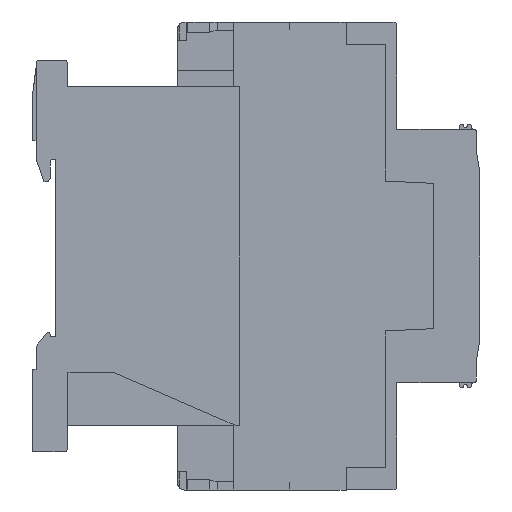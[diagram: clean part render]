
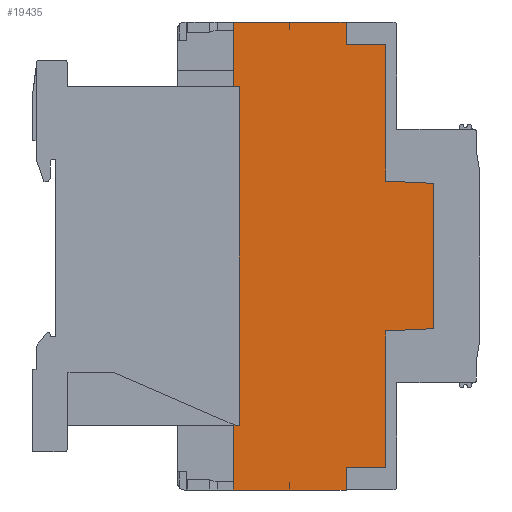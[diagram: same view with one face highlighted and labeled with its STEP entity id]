
A CAD part, left-side view. The second image highlights one B-rep face of the part: STEP entity #19435.
In plain terms, the highlighted planar face has unit normal (-1, 0, 0).
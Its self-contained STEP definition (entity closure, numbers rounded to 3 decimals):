
#8517=VERTEX_POINT('',#25027);
#9357=VERTEX_POINT('',#25947);
#10041=EDGE_CURVE('',#14377,#9357,#26707,.T.);
#10107=VERTEX_POINT('',#26782);
#10189=VERTEX_POINT('',#26884);
#10991=EDGE_CURVE('',#22805,#13005,#27766,.T.);
#11007=EDGE_CURVE('',#24583,#21879,#27783,.T.);
#11249=VERTEX_POINT('',#28049);
#11311=VERTEX_POINT('',#28113);
#11481=VERTEX_POINT('',#28301);
#11633=VERTEX_POINT('',#28466);
#11741=VERTEX_POINT('',#28581);
#12055=EDGE_CURVE('',#24589,#23531,#28920,.T.);
#12583=EDGE_CURVE('',#21879,#14297,#29494,.T.);
#12849=EDGE_CURVE('',#8517,#14377,#29793,.T.);
#12991=EDGE_CURVE('',#18523,#21575,#29953,.T.);
#13005=VERTEX_POINT('',#29967);
#13645=EDGE_CURVE('',#15137,#11633,#30660,.T.);
#14297=VERTEX_POINT('',#31369);
#14377=VERTEX_POINT('',#31457);
#14651=VERTEX_POINT('',#31755);
#14889=EDGE_CURVE('',#19743,#22981,#32009,.T.);
#15113=EDGE_CURVE('',#11249,#11741,#32255,.T.);
#15137=VERTEX_POINT('',#32279);
#15409=VERTEX_POINT('',#32569);
#15421=EDGE_CURVE('',#11741,#11481,#32583,.T.);
#15451=EDGE_CURVE('',#11633,#16269,#32614,.T.);
#15467=EDGE_CURVE('',#10189,#19743,#32631,.T.);
#16269=VERTEX_POINT('',#33514);
#16405=EDGE_CURVE('',#14297,#15409,#33663,.T.);
#16463=EDGE_CURVE('',#21173,#11311,#33722,.T.);
#16733=EDGE_CURVE('',#11481,#15137,#34018,.T.);
#17047=EDGE_CURVE('',#11311,#15409,#34356,.T.);
#17123=EDGE_CURVE('',#22315,#11249,#34440,.T.);
#17245=EDGE_CURVE('',#13005,#10189,#34572,.T.);
#18523=VERTEX_POINT('',#35967);
#18581=EDGE_CURVE('',#10107,#22805,#36030,.T.);
#18859=EDGE_CURVE('',#23531,#16269,#36333,.T.);
#19435=ADVANCED_FACE('',(#36951),#36952,.F.);
#19743=VERTEX_POINT('',#37292);
#19787=EDGE_CURVE('',#24589,#18523,#37340,.T.);
#20877=EDGE_CURVE('',#22981,#22315,#38520,.T.);
#21173=VERTEX_POINT('',#38848);
#21471=EDGE_CURVE('',#14651,#8517,#39171,.T.);
#21575=VERTEX_POINT('',#39288);
#21879=VERTEX_POINT('',#39615);
#22315=VERTEX_POINT('',#40096);
#22353=EDGE_CURVE('',#9357,#10107,#40137,.T.);
#22805=VERTEX_POINT('',#40626);
#22947=EDGE_CURVE('',#21173,#23431,#40782,.T.);
#22981=VERTEX_POINT('',#40817);
#23431=VERTEX_POINT('',#41318);
#23531=VERTEX_POINT('',#41428);
#24025=EDGE_CURVE('',#21575,#24583,#41952,.T.);
#24079=EDGE_CURVE('',#23431,#14651,#42012,.T.);
#24583=VERTEX_POINT('',#42561);
#24589=VERTEX_POINT('',#42568);
#25027=CARTESIAN_POINT('',(-22.49,-55.755,-48.65));
#25947=CARTESIAN_POINT('',(-22.49,-55.75,-50.2));
#26707=LINE('',#45530,#45531);
#26782=CARTESIAN_POINT('',(-22.49,-43.5,-50.2));
#26884=CARTESIAN_POINT('',(-22.49,-44.9,-36.15));
#27766=LINE('',#47008,#47009);
#27783=LINE('',#47032,#47033);
#28049=CARTESIAN_POINT('',(-22.49,-55.75,51.3));
#28113=CARTESIAN_POINT('',(-22.49,-68.01,-45.39));
#28301=CARTESIAN_POINT('',(-22.49,-55.755,49.75));
#28466=CARTESIAN_POINT('',(-22.49,-68.01,51.3));
#28581=CARTESIAN_POINT('',(-22.49,-55.75,49.75));
#28920=LINE('',#48653,#48654);
#29494=LINE('',#49485,#49486);
#29793=LINE('',#49905,#49906);
#29953=LINE('',#50136,#50137);
#29967=CARTESIAN_POINT('',(-22.49,-43.931,-36.15));
#30660=LINE('',#51125,#51126);
#31369=CARTESIAN_POINT('',(-22.49,-76.61,-26.94));
#31457=CARTESIAN_POINT('',(-22.49,-55.75,-48.65));
#31755=CARTESIAN_POINT('',(-22.49,-55.755,-50.2));
#32009=LINE('',#53017,#53018);
#32255=LINE('',#53370,#53371);
#32279=CARTESIAN_POINT('',(-22.49,-55.755,51.3));
#32569=CARTESIAN_POINT('',(-22.49,-76.61,-45.39));
#32583=LINE('',#53860,#53861);
#32614=LINE('',#53904,#53905);
#32631=LINE('',#53933,#53934);
#33514=CARTESIAN_POINT('',(-22.49,-68.01,51.29));
#33663=LINE('',#55399,#55400);
#33722=LINE('',#55496,#55497);
#34018=LINE('',#55910,#55911);
#34356=LINE('',#56390,#56391);
#34440=LINE('',#56505,#56506);
#34572=LINE('',#56699,#56700);
#35967=CARTESIAN_POINT('',(-22.49,-76.61,16.8));
#36030=LINE('',#58720,#58721);
#36333=LINE('',#59140,#59141);
#36951=FACE_OUTER_BOUND('',#60046,.T.);
#36952=PLANE('',#60047);
#37292=CARTESIAN_POINT('',(-22.49,-44.9,37.25));
#37340=LINE('',#60580,#60581);
#38520=LINE('',#62301,#62302);
#38848=CARTESIAN_POINT('',(-22.49,-68.01,-50.19));
#39171=LINE('',#63229,#63230);
#39288=CARTESIAN_POINT('',(-22.49,-87.06,16.3));
#39615=CARTESIAN_POINT('',(-22.49,-76.61,-15.7));
#40096=CARTESIAN_POINT('',(-22.49,-43.5,51.3));
#40137=LINE('',#64624,#64625);
#40626=CARTESIAN_POINT('',(-22.49,-43.5,-36.15));
#40782=LINE('',#65539,#65540);
#40817=CARTESIAN_POINT('',(-22.49,-43.5,37.25));
#41318=CARTESIAN_POINT('',(-22.49,-68.01,-50.2));
#41428=CARTESIAN_POINT('',(-22.49,-68.01,46.49));
#41952=LINE('',#67194,#67195);
#42012=LINE('',#67276,#67277);
#42561=CARTESIAN_POINT('',(-22.49,-87.06,-15.2));
#42568=CARTESIAN_POINT('',(-22.49,-76.61,46.49));
#45530=CARTESIAN_POINT('',(-22.49,-55.75,-50.2));
#45531=VECTOR('',#70440,1.0);
#47008=CARTESIAN_POINT('',(-22.49,-44.9,-36.15));
#47009=VECTOR('',#71689,1.0);
#47032=CARTESIAN_POINT('',(-22.49,-76.61,-15.7));
#47033=VECTOR('',#71703,1.);
#48653=CARTESIAN_POINT('',(-22.49,-69.542,46.49));
#48654=VECTOR('',#72830,1.0);
#49485=CARTESIAN_POINT('',(-22.49,-76.61,-45.4));
#49486=VECTOR('',#73420,1.0);
#49905=CARTESIAN_POINT('',(-22.49,-55.75,-48.65));
#49906=VECTOR('',#73755,1.0);
#50136=CARTESIAN_POINT('',(-22.49,-87.06,16.3));
#50137=VECTOR('',#74099,1.);
#51125=CARTESIAN_POINT('',(-22.49,-68.01,51.3));
#51126=VECTOR('',#74815,1.0);
#53017=CARTESIAN_POINT('',(-22.49,-43.5,37.25));
#53018=VECTOR('',#76196,1.0);
#53370=CARTESIAN_POINT('',(-22.49,-55.75,49.75));
#53371=VECTOR('',#76468,1.0);
#53860=CARTESIAN_POINT('',(-22.49,-68.01,49.75));
#53861=VECTOR('',#76770,1.0);
#53904=CARTESIAN_POINT('',(-22.49,-68.01,46.5));
#53905=VECTOR('',#76792,1.0);
#53933=CARTESIAN_POINT('',(-22.49,-44.9,37.25));
#53934=VECTOR('',#76806,1.0);
#55399=CARTESIAN_POINT('',(-22.49,-76.61,-45.4));
#55400=VECTOR('',#78067,1.0);
#55496=CARTESIAN_POINT('',(-22.49,-68.01,-22.42));
#55497=VECTOR('',#78099,1.0);
#55910=CARTESIAN_POINT('',(-22.49,-55.755,51.3));
#55911=VECTOR('',#78470,1.0);
#56390=CARTESIAN_POINT('',(-22.49,-69.542,-45.39));
#56391=VECTOR('',#78799,1.0);
#56505=CARTESIAN_POINT('',(-22.49,-55.75,51.3));
#56506=VECTOR('',#78902,1.0);
#56699=CARTESIAN_POINT('',(-22.49,-44.9,-36.15));
#56700=VECTOR('',#79077,1.0);
#58720=CARTESIAN_POINT('',(-22.49,-43.5,-36.15));
#58721=VECTOR('',#80597,1.0);
#59140=CARTESIAN_POINT('',(-22.49,-68.01,23.52));
#59141=VECTOR('',#80935,1.0);
#60046=EDGE_LOOP('',(#81490,#81491,#81492,#81493,#81494,#81495,#81496,#81497,#81498,#81499,#81500,#81501,#81502,#81503,#81504,#81505,#81506,#81507,#81508,#81509,#81510,#81511,#81512,#81513,#81514,#81515,#81516,#81517));
#60047=AXIS2_PLACEMENT_3D('',#81518,#81519,#81520);
#60580=CARTESIAN_POINT('',(-22.49,-76.61,16.8));
#60581=VECTOR('',#81959,1.0);
#62301=CARTESIAN_POINT('',(-22.49,-43.5,51.3));
#62302=VECTOR('',#83265,1.0);
#63229=CARTESIAN_POINT('',(-22.49,-55.755,-50.2));
#63230=VECTOR('',#83941,1.0);
#64624=CARTESIAN_POINT('',(-22.49,-43.5,-50.2));
#64625=VECTOR('',#85052,1.0);
#65539=CARTESIAN_POINT('',(-22.49,-68.01,-48.65));
#65540=VECTOR('',#85716,1.0);
#67194=CARTESIAN_POINT('',(-22.49,-87.06,-15.2));
#67195=VECTOR('',#86844,1.0);
#67276=CARTESIAN_POINT('',(-22.49,-68.01,-50.2));
#67277=VECTOR('',#86908,1.0);
#70440=DIRECTION('',(-0.0,-0.0,-1.0));
#71689=DIRECTION('',(-0.0,-1.0,-0.0));
#71703=DIRECTION('',(0.0,0.999,-0.048));
#72830=DIRECTION('',(-0.0,1.0,0.0));
#73420=DIRECTION('',(-0.0,-0.0,-1.0));
#73755=DIRECTION('',(0.0,1.0,0.0));
#74099=DIRECTION('',(-0.0,-0.999,-0.048));
#74815=DIRECTION('',(-0.0,-1.0,-0.0));
#76196=DIRECTION('',(0.0,1.0,0.0));
#76468=DIRECTION('',(-0.0,-0.0,-1.0));
#76770=DIRECTION('',(-0.0,-1.0,-0.0));
#76792=DIRECTION('',(-0.0,-0.0,-1.0));
#76806=DIRECTION('',(0.0,0.0,1.0));
#78067=DIRECTION('',(-0.0,-0.0,-1.0));
#78099=DIRECTION('',(0.0,0.0,1.0));
#78470=DIRECTION('',(0.0,0.0,1.0));
#78799=DIRECTION('',(0.0,-1.0,0.0));
#78902=DIRECTION('',(-0.0,-1.0,-0.0));
#79077=DIRECTION('',(-0.0,-1.0,-0.0));
#80597=DIRECTION('',(0.0,0.0,1.0));
#80935=DIRECTION('',(0.0,0.0,1.0));
#81490=ORIENTED_EDGE('',*,*,#16463,.T.);
#81491=ORIENTED_EDGE('',*,*,#17047,.T.);
#81492=ORIENTED_EDGE('',*,*,#16405,.F.);
#81493=ORIENTED_EDGE('',*,*,#12583,.F.);
#81494=ORIENTED_EDGE('',*,*,#11007,.F.);
#81495=ORIENTED_EDGE('',*,*,#24025,.F.);
#81496=ORIENTED_EDGE('',*,*,#12991,.F.);
#81497=ORIENTED_EDGE('',*,*,#19787,.F.);
#81498=ORIENTED_EDGE('',*,*,#12055,.T.);
#81499=ORIENTED_EDGE('',*,*,#18859,.T.);
#81500=ORIENTED_EDGE('',*,*,#15451,.F.);
#81501=ORIENTED_EDGE('',*,*,#13645,.F.);
#81502=ORIENTED_EDGE('',*,*,#16733,.F.);
#81503=ORIENTED_EDGE('',*,*,#15421,.F.);
#81504=ORIENTED_EDGE('',*,*,#15113,.F.);
#81505=ORIENTED_EDGE('',*,*,#17123,.F.);
#81506=ORIENTED_EDGE('',*,*,#20877,.F.);
#81507=ORIENTED_EDGE('',*,*,#14889,.F.);
#81508=ORIENTED_EDGE('',*,*,#15467,.F.);
#81509=ORIENTED_EDGE('',*,*,#17245,.F.);
#81510=ORIENTED_EDGE('',*,*,#10991,.F.);
#81511=ORIENTED_EDGE('',*,*,#18581,.F.);
#81512=ORIENTED_EDGE('',*,*,#22353,.F.);
#81513=ORIENTED_EDGE('',*,*,#10041,.F.);
#81514=ORIENTED_EDGE('',*,*,#12849,.F.);
#81515=ORIENTED_EDGE('',*,*,#21471,.F.);
#81516=ORIENTED_EDGE('',*,*,#24079,.F.);
#81517=ORIENTED_EDGE('',*,*,#22947,.F.);
#81518=CARTESIAN_POINT('',(-22.49,-62.474,0.55));
#81519=DIRECTION('',(1.0,0.0,0.0));
#81520=DIRECTION('',(0.0,1.0,0.0));
#81959=DIRECTION('',(-0.0,-0.0,-1.0));
#83265=DIRECTION('',(0.0,0.0,1.0));
#83941=DIRECTION('',(0.0,0.0,1.0));
#85052=DIRECTION('',(0.0,1.0,0.0));
#85716=DIRECTION('',(0.0,0.0,-1.0));
#86844=DIRECTION('',(-0.0,-0.0,-1.0));
#86908=DIRECTION('',(0.0,1.0,0.0));
